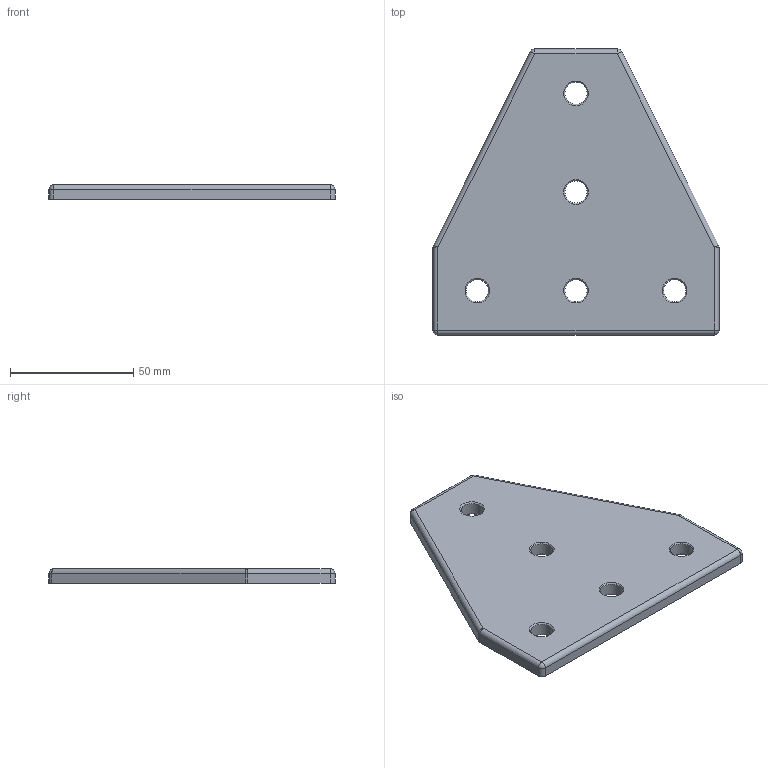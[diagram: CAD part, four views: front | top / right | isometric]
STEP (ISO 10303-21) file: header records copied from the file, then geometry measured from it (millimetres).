
FILE_DESCRIPTION(('FreeCAD Model'),'2;1');
FILE_NAME('Open CASCADE Shape Model','2024-03-20T10:52:32',(''),(''), 'Open CASCADE STEP processor 7.6','FreeCAD','Unknown');
FILE_SCHEMA(('AUTOMOTIVE_DESIGN { 1 0 10303 214 1 1 1 1 }'));
Length unit declared in the file: millimetre
Products named in the file (1): STI8-PLALT120120
Bounding box: 116 x 116 x 6 mm (x, y, z)
Volume: 59241.7 mm3; surface area: 22700 mm2
Topology: 1 solids, 1 shells, 41 faces, 95 edges, 50 vertices
Faces by surface type: cylinder 17, cone 10, plane 8, sphere 6
Full cylindrical faces by diameter (mm): 9 x5
Entity records: 2483 total; most frequent: CARTESIAN_POINT 592, DIRECTION 369, LINE 181, VECTOR 181, ORIENTED_EDGE 178, PCURVE 178, DEFINITIONAL_REPRESENTATION 178, EDGE_CURVE 89
